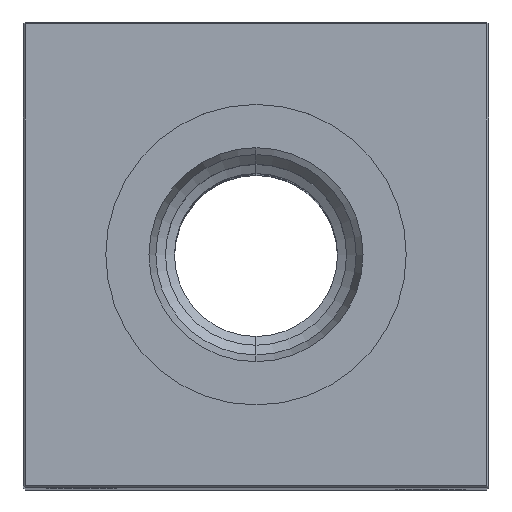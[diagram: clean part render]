
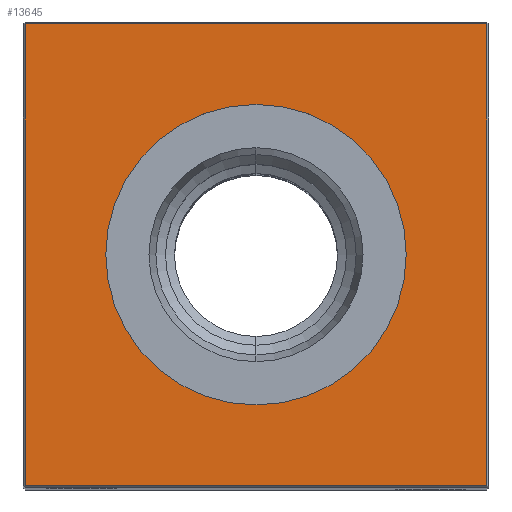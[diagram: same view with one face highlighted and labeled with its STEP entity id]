
A CAD part, top view. The second image highlights one B-rep face of the part: STEP entity #13645.
In plain terms, the highlighted planar face has unit normal (0, 0, 1).
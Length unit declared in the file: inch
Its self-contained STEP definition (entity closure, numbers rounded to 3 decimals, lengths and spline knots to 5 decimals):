
#219 = LINE ( 'NONE', #8922, #16681 ) ;
#425 = CARTESIAN_POINT ( 'NONE',  ( 0., 0., 8. ) ) ;
#756 = CARTESIAN_POINT ( 'NONE',  ( 1.24, -1.24, 8. ) ) ;
#1792 = DIRECTION ( 'NONE',  ( 0., 0., -1. ) ) ;
#3111 = VECTOR ( 'NONE', #17973, 39.37008 ) ;
#3635 = VERTEX_POINT ( 'NONE', #22332 ) ;
#3996 = CARTESIAN_POINT ( 'NONE',  ( 0., -1.24, 8. ) ) ;
#4253 = ORIENTED_EDGE ( 'NONE', *, *, #22358, .T. ) ;
#4376 = EDGE_LOOP ( 'NONE', ( #22219, #26841 ) ) ;
#4522 = CARTESIAN_POINT ( 'NONE',  ( 0., 0., 8. ) ) ;
#4562 = DIRECTION ( 'NONE',  ( 0., 1., 0. ) ) ;
#4607 = CARTESIAN_POINT ( 'NONE',  ( 0., -0.80709, 8. ) ) ;
#6502 = VERTEX_POINT ( 'NONE', #20833 ) ;
#6757 = EDGE_LOOP ( 'NONE', ( #24267, #21714, #4253, #26027 ) ) ;
#8922 = CARTESIAN_POINT ( 'NONE',  ( -1.24, 0., 8. ) ) ;
#9314 = VERTEX_POINT ( 'NONE', #4607 ) ;
#10224 = FACE_BOUND ( 'NONE', #4376, .T. ) ;
#10301 = EDGE_CURVE ( 'NONE', #6502, #9314, #10689, .T. ) ;
#10391 = EDGE_CURVE ( 'NONE', #21137, #27629, #14631, .T. ) ;
#10689 = CIRCLE ( 'NONE', #26677, 0.80709 ) ;
#11714 = DIRECTION ( 'NONE',  ( 0., 0., -1. ) ) ;
#12346 = EDGE_CURVE ( 'NONE', #27629, #3635, #219, .T. ) ;
#12666 = PLANE ( 'NONE',  #23991 ) ;
#13645 = ADVANCED_FACE ( 'NONE', ( #17054, #10224 ), #12666, .F. ) ;
#14265 = AXIS2_PLACEMENT_3D ( 'NONE', #425, #11714, #24276 ) ;
#14631 = LINE ( 'NONE', #27471, #23461 ) ;
#14719 = CIRCLE ( 'NONE', #14265, 0.80709 ) ;
#16681 = VECTOR ( 'NONE', #26358, 39.37008 ) ;
#16921 = CARTESIAN_POINT ( 'NONE',  ( 0., 0., 8. ) ) ;
#17054 = FACE_OUTER_BOUND ( 'NONE', #6757, .T. ) ;
#17135 = LINE ( 'NONE', #19427, #18393 ) ;
#17371 = EDGE_CURVE ( 'NONE', #3635, #22886, #21414, .T. ) ;
#17973 = DIRECTION ( 'NONE',  ( 1., 0., 0. ) ) ;
#18393 = VECTOR ( 'NONE', #4562, 39.37008 ) ;
#18938 = DIRECTION ( 'NONE',  ( -1., 0., 0. ) ) ;
#19427 = CARTESIAN_POINT ( 'NONE',  ( 1.24, 0., 8. ) ) ;
#20833 = CARTESIAN_POINT ( 'NONE',  ( 0., 0.80709, 8. ) ) ;
#21137 = VERTEX_POINT ( 'NONE', #22380 ) ;
#21178 = DIRECTION ( 'NONE',  ( -1., 0., 0. ) ) ;
#21414 = LINE ( 'NONE', #3996, #3111 ) ;
#21714 = ORIENTED_EDGE ( 'NONE', *, *, #17371, .T. ) ;
#22219 = ORIENTED_EDGE ( 'NONE', *, *, #10301, .T. ) ;
#22332 = CARTESIAN_POINT ( 'NONE',  ( -1.24, -1.24, 8. ) ) ;
#22358 = EDGE_CURVE ( 'NONE', #22886, #21137, #17135, .T. ) ;
#22380 = CARTESIAN_POINT ( 'NONE',  ( 1.24, 1.24, 8. ) ) ;
#22886 = VERTEX_POINT ( 'NONE', #756 ) ;
#23446 = EDGE_CURVE ( 'NONE', #9314, #6502, #14719, .T. ) ;
#23461 = VECTOR ( 'NONE', #21178, 39.37008 ) ;
#23991 = AXIS2_PLACEMENT_3D ( 'NONE', #16921, #1792, #18938 ) ;
#24102 = DIRECTION ( 'NONE',  ( -1., 0., 0. ) ) ;
#24267 = ORIENTED_EDGE ( 'NONE', *, *, #12346, .T. ) ;
#24276 = DIRECTION ( 'NONE',  ( -1., 0., 0. ) ) ;
#26027 = ORIENTED_EDGE ( 'NONE', *, *, #10391, .T. ) ;
#26358 = DIRECTION ( 'NONE',  ( 0., -1., 0. ) ) ;
#26384 = DIRECTION ( 'NONE',  ( 0., 0., -1. ) ) ;
#26677 = AXIS2_PLACEMENT_3D ( 'NONE', #4522, #26384, #24102 ) ;
#26841 = ORIENTED_EDGE ( 'NONE', *, *, #23446, .T. ) ;
#27471 = CARTESIAN_POINT ( 'NONE',  ( 0., 1.24, 8. ) ) ;
#27629 = VERTEX_POINT ( 'NONE', #28139 ) ;
#28139 = CARTESIAN_POINT ( 'NONE',  ( -1.24, 1.24, 8. ) ) ;
